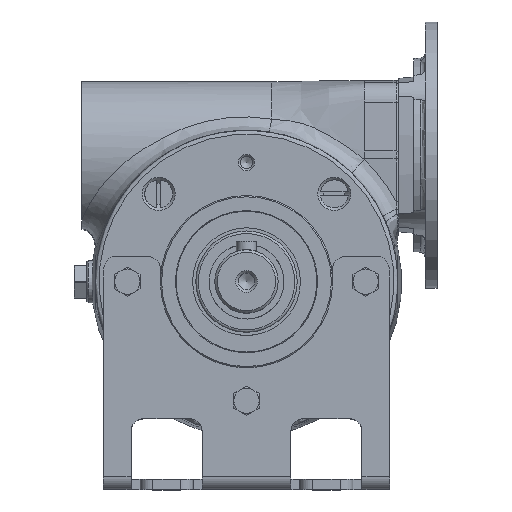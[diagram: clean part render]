
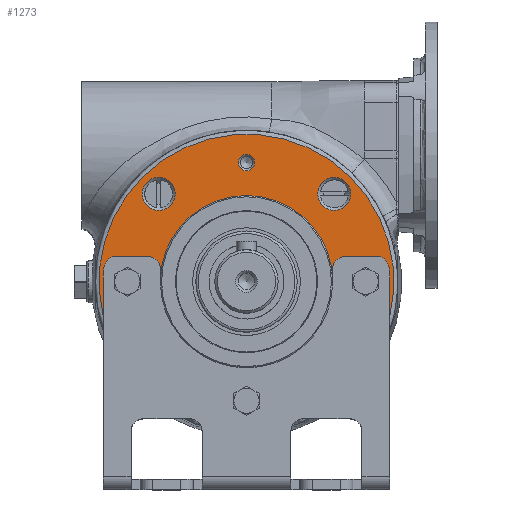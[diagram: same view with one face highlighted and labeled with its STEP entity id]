
A CAD part, top view. The second image highlights one B-rep face of the part: STEP entity #1273.
In plain terms, the highlighted planar face has unit normal (0, 0, 1).
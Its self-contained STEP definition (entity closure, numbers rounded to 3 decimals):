
#1273 = ADVANCED_FACE( '', ( #2959, #2960, #2961, #2962 ), #2963, .T. );
#2959 = FACE_BOUND( '', #6069, .T. );
#2960 = FACE_BOUND( '', #6070, .T. );
#2961 = FACE_BOUND( '', #6071, .T. );
#2962 = FACE_OUTER_BOUND( '', #6072, .T. );
#2963 = PLANE( '', #6073 );
#6069 = EDGE_LOOP( '', ( #11294 ) );
#6070 = EDGE_LOOP( '', ( #11295 ) );
#6071 = EDGE_LOOP( '', ( #11296 ) );
#6072 = EDGE_LOOP( '', ( #11297, #11298, #11299, #11300, #11301, #11302, #11303, #11304, #11305, #11306, #11307, #11308, #11309, #11310 ) );
#6073 = AXIS2_PLACEMENT_3D( '', #11311, #11312, #11313 );
#11294 = ORIENTED_EDGE( '', *, *, #14140, .T. );
#11295 = ORIENTED_EDGE( '', *, *, #14599, .T. );
#11296 = ORIENTED_EDGE( '', *, *, #14400, .T. );
#11297 = ORIENTED_EDGE( '', *, *, #14277, .F. );
#11298 = ORIENTED_EDGE( '', *, *, #14932, .T. );
#11299 = ORIENTED_EDGE( '', *, *, #14933, .F. );
#11300 = ORIENTED_EDGE( '', *, *, #14665, .T. );
#11301 = ORIENTED_EDGE( '', *, *, #14332, .F. );
#11302 = ORIENTED_EDGE( '', *, *, #14934, .F. );
#11303 = ORIENTED_EDGE( '', *, *, #14555, .F. );
#11304 = ORIENTED_EDGE( '', *, *, #13876, .F. );
#11305 = ORIENTED_EDGE( '', *, *, #14539, .F. );
#11306 = ORIENTED_EDGE( '', *, *, #14300, .T. );
#11307 = ORIENTED_EDGE( '', *, *, #14935, .F. );
#11308 = ORIENTED_EDGE( '', *, *, #14936, .F. );
#11309 = ORIENTED_EDGE( '', *, *, #14937, .F. );
#11310 = ORIENTED_EDGE( '', *, *, #14718, .F. );
#11311 = CARTESIAN_POINT( '', ( 34., 0., 38. ) );
#11312 = DIRECTION( '', ( 0., 0., 1. ) );
#11313 = DIRECTION( '', ( 1., 0., 0. ) );
#13876 = EDGE_CURVE( '', #15938, #15939, #15940, .T. );
#14140 = EDGE_CURVE( '', #16390, #16390, #16391, .T. );
#14277 = EDGE_CURVE( '', #16607, #16608, #16609, .T. );
#14300 = EDGE_CURVE( '', #16476, #16646, #16648, .F. );
#14332 = EDGE_CURVE( '', #16695, #16697, #16698, .T. );
#14400 = EDGE_CURVE( '', #16804, #16804, #16805, .T. );
#14539 = EDGE_CURVE( '', #16476, #15938, #17009, .T. );
#14555 = EDGE_CURVE( '', #15939, #17030, #17031, .T. );
#14599 = EDGE_CURVE( '', #17091, #17091, #17092, .T. );
#14665 = EDGE_CURVE( '', #17188, #16697, #17189, .T. );
#14718 = EDGE_CURVE( '', #16608, #17262, #17263, .T. );
#14932 = EDGE_CURVE( '', #16607, #17570, #17571, .T. );
#14933 = EDGE_CURVE( '', #17188, #17570, #17572, .T. );
#14934 = EDGE_CURVE( '', #17030, #16695, #17573, .T. );
#14935 = EDGE_CURVE( '', #17574, #16646, #17575, .T. );
#14936 = EDGE_CURVE( '', #17576, #17574, #17577, .T. );
#14937 = EDGE_CURVE( '', #17262, #17576, #17578, .T. );
#15938 = VERTEX_POINT( '', #19007 );
#15939 = VERTEX_POINT( '', #19008 );
#15940 = CIRCLE( '', #19009, 56.5 );
#16390 = VERTEX_POINT( '', #20056 );
#16391 = CIRCLE( '', #20057, 3.259 );
#16476 = VERTEX_POINT( '', #20159 );
#16607 = VERTEX_POINT( '', #20435 );
#16608 = VERTEX_POINT( '', #20436 );
#16609 = CIRCLE( '', #20437, 5. );
#16646 = VERTEX_POINT( '', #20482 );
#16648 = CIRCLE( '', #20484, 58.155 );
#16695 = VERTEX_POINT( '', #20545 );
#16697 = VERTEX_POINT( '', #20548 );
#16698 = CIRCLE( '', #20549, 5. );
#16804 = VERTEX_POINT( '', #20695 );
#16805 = CIRCLE( '', #20696, 6.5 );
#17009 = LINE( '', #21079, #21080 );
#17030 = VERTEX_POINT( '', #21108 );
#17031 = CIRCLE( '', #21109, 5. );
#17091 = VERTEX_POINT( '', #21201 );
#17092 = CIRCLE( '', #21202, 6.5 );
#17188 = VERTEX_POINT( '', #21364 );
#17189 = LINE( '', #21365, #21366 );
#17262 = VERTEX_POINT( '', #21491 );
#17263 = LINE( '', #21492, #21493 );
#17570 = VERTEX_POINT( '', #22150 );
#17571 = LINE( '', #22151, #22152 );
#17572 = CIRCLE( '', #22153, 34. );
#17573 = LINE( '', #22154, #22155 );
#17574 = VERTEX_POINT( '', #22156 );
#17575 = LINE( '', #22157, #22158 );
#17576 = VERTEX_POINT( '', #22159 );
#17577 = CIRCLE( '', #22160, 56.5 );
#17578 = CIRCLE( '', #22161, 5. );
#19007 = CARTESIAN_POINT( '', ( 56.5, 0., 38. ) );
#19008 = CARTESIAN_POINT( '', ( 56.233, 5.485, 38. ) );
#19009 = AXIS2_PLACEMENT_3D( '', #23838, #23839, #23840 );
#20056 = CARTESIAN_POINT( '', ( 3.258, 47., 38. ) );
#20057 = AXIS2_PLACEMENT_3D( '', #24162, #24163, #24164 );
#20159 = CARTESIAN_POINT( '', ( 56.5, -13.775, 38. ) );
#20435 = CARTESIAN_POINT( '', ( -34., 5., 38. ) );
#20436 = CARTESIAN_POINT( '', ( -39., 10., 38. ) );
#20437 = AXIS2_PLACEMENT_3D( '', #24334, #24335, #24336 );
#20482 = CARTESIAN_POINT( '', ( -56.5, -13.775, 38. ) );
#20484 = AXIS2_PLACEMENT_3D( '', #24375, #24376, #24377 );
#20545 = CARTESIAN_POINT( '', ( 39., 10., 38. ) );
#20548 = CARTESIAN_POINT( '', ( 34., 5., 38. ) );
#20549 = AXIS2_PLACEMENT_3D( '', #24416, #24417, #24418 );
#20695 = CARTESIAN_POINT( '', ( 28.148, 34.648, 38. ) );
#20696 = AXIS2_PLACEMENT_3D( '', #24518, #24519, #24520 );
#21079 = CARTESIAN_POINT( '', ( 56.5, -78.822, 38. ) );
#21080 = VECTOR( '', #24674, 1000. );
#21108 = CARTESIAN_POINT( '', ( 51.257, 10., 38. ) );
#21109 = AXIS2_PLACEMENT_3D( '', #24692, #24693, #24694 );
#21201 = CARTESIAN_POINT( '', ( -41.148, 34.648, 38. ) );
#21202 = AXIS2_PLACEMENT_3D( '', #24745, #24746, #24747 );
#21364 = CARTESIAN_POINT( '', ( 34., 0., 38. ) );
#21365 = CARTESIAN_POINT( '', ( 34., 0., 38. ) );
#21366 = VECTOR( '', #24820, 1000. );
#21491 = CARTESIAN_POINT( '', ( -51.257, 10., 38. ) );
#21492 = CARTESIAN_POINT( '', ( 0., 10., 38. ) );
#21493 = VECTOR( '', #24872, 1000. );
#22150 = CARTESIAN_POINT( '', ( -34., 0., 38. ) );
#22151 = CARTESIAN_POINT( '', ( -34., 0., 38. ) );
#22152 = VECTOR( '', #25128, 1000. );
#22153 = AXIS2_PLACEMENT_3D( '', #25129, #25130, #25131 );
#22154 = CARTESIAN_POINT( '', ( 0., 10., 38. ) );
#22155 = VECTOR( '', #25132, 1000. );
#22156 = CARTESIAN_POINT( '', ( -56.5, 0., 38. ) );
#22157 = CARTESIAN_POINT( '', ( -56.5, -78.822, 38. ) );
#22158 = VECTOR( '', #25133, 1000. );
#22159 = CARTESIAN_POINT( '', ( -56.233, 5.485, 38. ) );
#22160 = AXIS2_PLACEMENT_3D( '', #25134, #25135, #25136 );
#22161 = AXIS2_PLACEMENT_3D( '', #25137, #25138, #25139 );
#23838 = CARTESIAN_POINT( '', ( 0., 0., 38. ) );
#23839 = DIRECTION( '', ( 0., 0., 1. ) );
#23840 = DIRECTION( '', ( 0., 1., 0. ) );
#24162 = CARTESIAN_POINT( '', ( 0., 47., 38. ) );
#24163 = DIRECTION( '', ( 0., 0., -1. ) );
#24164 = DIRECTION( '', ( 1., 0., 0. ) );
#24334 = CARTESIAN_POINT( '', ( -39., 5., 38. ) );
#24335 = DIRECTION( '', ( 0., 0., 1. ) );
#24336 = DIRECTION( '', ( 0., 1., 0. ) );
#24375 = CARTESIAN_POINT( '', ( 0., 0., 38. ) );
#24376 = DIRECTION( '', ( 0., 0., -1. ) );
#24377 = DIRECTION( '', ( 0., -1., 0. ) );
#24416 = CARTESIAN_POINT( '', ( 39., 5., 38. ) );
#24417 = DIRECTION( '', ( 0., 0., 1. ) );
#24418 = DIRECTION( '', ( 0., 1., 0. ) );
#24518 = CARTESIAN_POINT( '', ( 34.648, 34.648, 38. ) );
#24519 = DIRECTION( '', ( 0., 0., -1. ) );
#24520 = DIRECTION( '', ( -1., 0., 0. ) );
#24674 = DIRECTION( '', ( 0., 1., 0. ) );
#24692 = CARTESIAN_POINT( '', ( 51.257, 5., 38. ) );
#24693 = DIRECTION( '', ( 0., 0., 1. ) );
#24694 = DIRECTION( '', ( 0., 1., 0. ) );
#24745 = CARTESIAN_POINT( '', ( -34.648, 34.648, 38. ) );
#24746 = DIRECTION( '', ( 0., 0., -1. ) );
#24747 = DIRECTION( '', ( -1., 0., 0. ) );
#24820 = DIRECTION( '', ( 0., 1., 0. ) );
#24872 = DIRECTION( '', ( -1., 0., 0. ) );
#25128 = DIRECTION( '', ( 0., -1., 0. ) );
#25129 = CARTESIAN_POINT( '', ( 0., 0., 38. ) );
#25130 = DIRECTION( '', ( 0., 0., 1. ) );
#25131 = DIRECTION( '', ( 1., 0., 0. ) );
#25132 = DIRECTION( '', ( -1., 0., 0. ) );
#25133 = DIRECTION( '', ( 0., -1., 0. ) );
#25134 = CARTESIAN_POINT( '', ( 0., 0., 38. ) );
#25135 = DIRECTION( '', ( 0., 0., 1. ) );
#25136 = DIRECTION( '', ( 0., 1., 0. ) );
#25137 = CARTESIAN_POINT( '', ( -51.257, 5., 38. ) );
#25138 = DIRECTION( '', ( 0., 0., 1. ) );
#25139 = DIRECTION( '', ( 0., 1., 0. ) );
